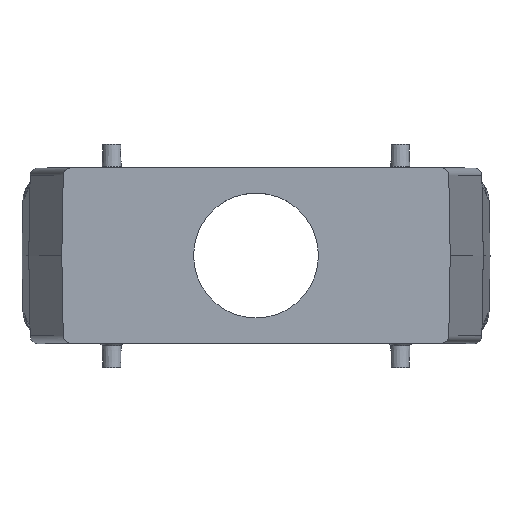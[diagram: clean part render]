
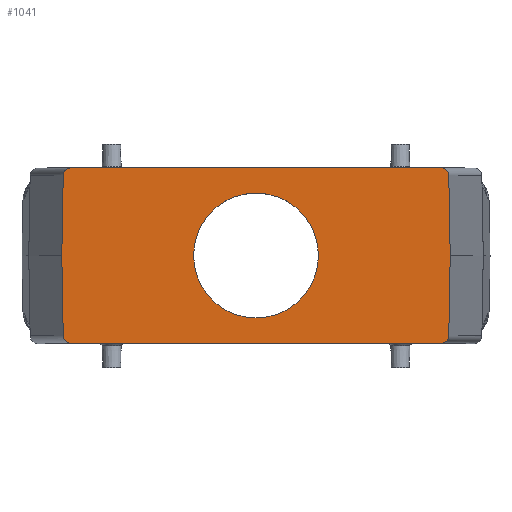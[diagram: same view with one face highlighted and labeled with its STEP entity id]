
A CAD part, top view. The second image highlights one B-rep face of the part: STEP entity #1041.
In plain terms, the highlighted planar face has unit normal (0, 0, 1).
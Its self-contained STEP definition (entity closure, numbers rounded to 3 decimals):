
#1041=ADVANCED_FACE('',(#2285,#2286),#1274,.T.);
#1274=PLANE('',#4999);
#1438=LINE('',#6367,#1847);
#1439=LINE('',#6371,#1848);
#1440=LINE('',#6373,#1849);
#1441=LINE('',#6377,#1850);
#1442=LINE('',#6381,#1851);
#1443=LINE('',#6383,#1852);
#1847=VECTOR('',#5318,1.);
#1848=VECTOR('',#5321,1.);
#1849=VECTOR('',#5322,1.);
#1850=VECTOR('',#5325,1.);
#1851=VECTOR('',#5328,1.);
#1852=VECTOR('',#5329,1.);
#2256=ELLIPSE('',#4995,2.037,2.);
#2257=ELLIPSE('',#4996,2.037,2.);
#2258=ELLIPSE('',#4997,2.037,2.);
#2259=ELLIPSE('',#4998,2.037,2.);
#2285=FACE_BOUND('',#2360,.T.);
#2286=FACE_BOUND('',#2361,.T.);
#2360=EDGE_LOOP('',(#2636));
#2361=EDGE_LOOP('',(#2637,#2638,#2639,#2640,#2641,#2642,#2643,#2644,#2645,
#2646));
#2636=ORIENTED_EDGE('',*,*,#4207,.T.);
#2637=ORIENTED_EDGE('',*,*,#4208,.F.);
#2638=ORIENTED_EDGE('',*,*,#4209,.T.);
#2639=ORIENTED_EDGE('',*,*,#4210,.F.);
#2640=ORIENTED_EDGE('',*,*,#4211,.T.);
#2641=ORIENTED_EDGE('',*,*,#4212,.T.);
#2642=ORIENTED_EDGE('',*,*,#4213,.F.);
#2643=ORIENTED_EDGE('',*,*,#4214,.F.);
#2644=ORIENTED_EDGE('',*,*,#4215,.F.);
#2645=ORIENTED_EDGE('',*,*,#4216,.T.);
#2646=ORIENTED_EDGE('',*,*,#4217,.T.);
#3810=VERTEX_POINT('',#6363);
#3811=VERTEX_POINT('',#6365);
#3812=VERTEX_POINT('',#6366);
#3813=VERTEX_POINT('',#6368);
#3814=VERTEX_POINT('',#6370);
#3815=VERTEX_POINT('',#6372);
#3816=VERTEX_POINT('',#6374);
#3817=VERTEX_POINT('',#6376);
#3818=VERTEX_POINT('',#6378);
#3819=VERTEX_POINT('',#6380);
#3820=VERTEX_POINT('',#6382);
#4207=EDGE_CURVE('',#3810,#3810,#4794,.T.);
#4208=EDGE_CURVE('',#3811,#3812,#2256,.T.);
#4209=EDGE_CURVE('',#3811,#3813,#1438,.T.);
#4210=EDGE_CURVE('',#3814,#3813,#2257,.T.);
#4211=EDGE_CURVE('',#3814,#3815,#1439,.T.);
#4212=EDGE_CURVE('',#3815,#3816,#1440,.T.);
#4213=EDGE_CURVE('',#3817,#3816,#2258,.T.);
#4214=EDGE_CURVE('',#3818,#3817,#1441,.T.);
#4215=EDGE_CURVE('',#3819,#3818,#2259,.T.);
#4216=EDGE_CURVE('',#3819,#3820,#1442,.T.);
#4217=EDGE_CURVE('',#3820,#3812,#1443,.T.);
#4794=CIRCLE('',#4994,16.);
#4994=AXIS2_PLACEMENT_3D('',#6362,#5314,#5315);
#4995=AXIS2_PLACEMENT_3D('',#6364,#5316,#5317);
#4996=AXIS2_PLACEMENT_3D('',#6369,#5319,#5320);
#4997=AXIS2_PLACEMENT_3D('',#6375,#5323,#5324);
#4998=AXIS2_PLACEMENT_3D('',#6379,#5326,#5327);
#4999=AXIS2_PLACEMENT_3D('',#6384,#5330,#5331);
#5314=DIRECTION('',(0.,0.,-1.));
#5315=DIRECTION('',(1.,0.,0.));
#5316=DIRECTION('',(0.,0.,-1.));
#5317=DIRECTION('',(-1.,0.,0.));
#5318=DIRECTION('',(1.,0.,0.));
#5319=DIRECTION('',(0.,0.,-1.));
#5320=DIRECTION('',(-1.,0.,0.));
#5321=DIRECTION('',(0.018,1.,0.));
#5322=DIRECTION('',(-0.018,1.,0.));
#5323=DIRECTION('',(0.,0.,-1.));
#5324=DIRECTION('',(1.,0.,0.));
#5325=DIRECTION('',(1.,0.,0.));
#5326=DIRECTION('',(0.,0.,-1.));
#5327=DIRECTION('',(1.,0.,0.));
#5328=DIRECTION('',(-0.018,-1.,0.));
#5329=DIRECTION('',(0.018,-1.,0.));
#5330=DIRECTION('',(0.,0.,1.));
#5331=DIRECTION('',(1.,0.,0.));
#6362=CARTESIAN_POINT('',(0.,0.,66.35));
#6363=CARTESIAN_POINT('',(16.,0.,66.35));
#6364=CARTESIAN_POINT('',(-47.392,-20.5,66.35));
#6365=CARTESIAN_POINT('',(-47.392,-22.5,66.35));
#6366=CARTESIAN_POINT('',(-49.429,-20.535,66.35));
#6367=CARTESIAN_POINT('',(-53.287,-22.5,66.35));
#6368=CARTESIAN_POINT('',(47.392,-22.5,66.35));
#6369=CARTESIAN_POINT('',(47.392,-20.5,66.35));
#6370=CARTESIAN_POINT('',(49.429,-20.535,66.35));
#6371=CARTESIAN_POINT('',(49.794,-0.002,66.35));
#6372=CARTESIAN_POINT('',(49.794,0.,66.35));
#6373=CARTESIAN_POINT('',(49.794,0.002,66.35));
#6374=CARTESIAN_POINT('',(49.429,20.535,66.35));
#6375=CARTESIAN_POINT('',(47.392,20.5,66.35));
#6376=CARTESIAN_POINT('',(47.392,22.5,66.35));
#6377=CARTESIAN_POINT('',(-53.287,22.5,66.35));
#6378=CARTESIAN_POINT('',(-47.392,22.5,66.35));
#6379=CARTESIAN_POINT('',(-47.392,20.5,66.35));
#6380=CARTESIAN_POINT('',(-49.429,20.535,66.35));
#6381=CARTESIAN_POINT('',(-49.797,-0.149,66.35));
#6382=CARTESIAN_POINT('',(-49.794,0.,66.35));
#6383=CARTESIAN_POINT('',(-49.797,0.149,66.35));
#6384=CARTESIAN_POINT('',(-55.,-23.,66.35));
